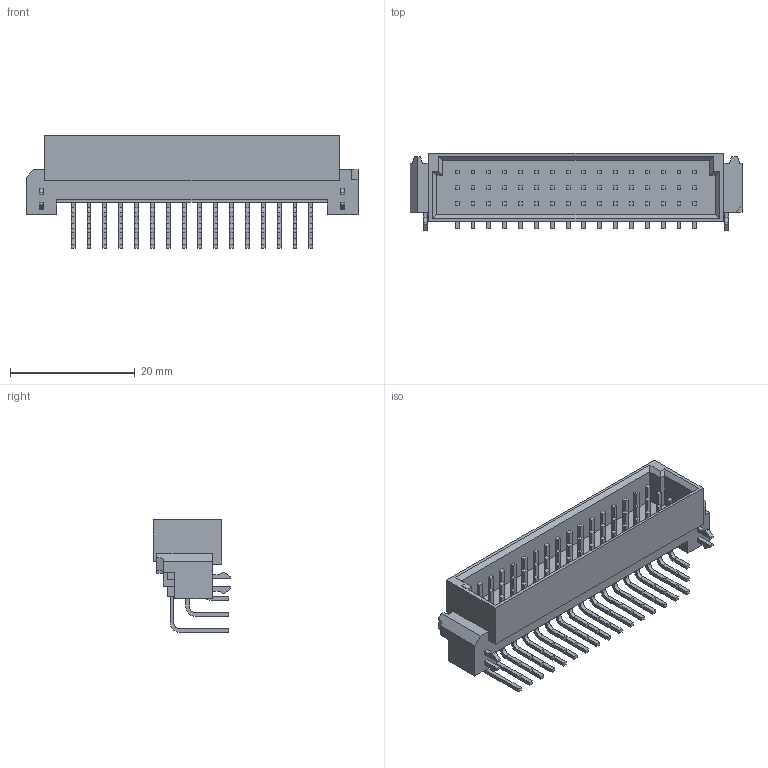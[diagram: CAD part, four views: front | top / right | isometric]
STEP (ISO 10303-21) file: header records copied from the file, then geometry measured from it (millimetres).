
FILE_DESCRIPTION((''),'2;1');
FILE_NAME('C-5148020-5','2017-07-25T',('workeradm'),('Tyco Electronics Ltd.'),'CREO PARAMETRIC BY PTC INC, 2016050','CREO PARAMETRIC BY PTC INC, 2016050','');
FILE_SCHEMA(('AUTOMOTIVE_DESIGN { 1 0 10303 214 1 1 1 1 }'));
Length unit declared in the file: millimetre
Products named in the file (1): C-5148020-5
Bounding box: 53.21 x 12.39 x 18.02 mm (x, y, z)
Volume: 3161.2 mm3; surface area: 5012.4 mm2
Topology: 1 solids, 1 shells, 1122 faces, 2981 edges, 1984 vertices
Faces by surface type: plane 1018, cylinder 104
Entity records: 34449 total; most frequent: CARTESIAN_POINT 6089, ORIENTED_EDGE 5962, DIRECTION 5433, EDGE_CURVE 2981, VECTOR 2773, LINE 2773, VERTEX_POINT 1984, AXIS2_PLACEMENT_3D 1330
